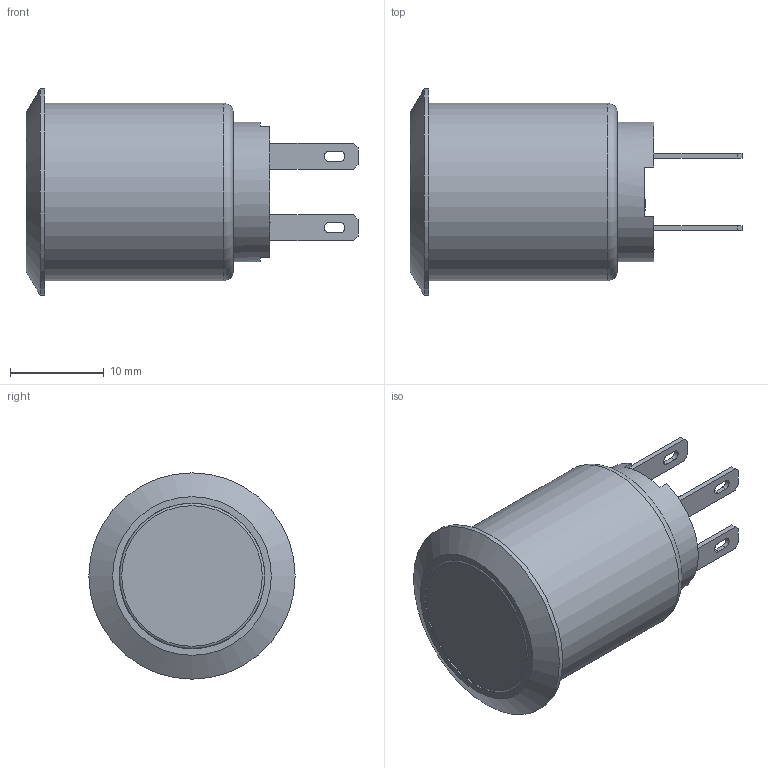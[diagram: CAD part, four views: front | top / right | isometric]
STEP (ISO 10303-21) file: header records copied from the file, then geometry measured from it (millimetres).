
FILE_DESCRIPTION((' '),'2;1');
FILE_NAME('PV4F2Y0xx.stp','2017-07-28T14:40:13',(' '),(' '),' ','ACIS',' ');
FILE_SCHEMA(('CONFIG_CONTROL_DESIGN'));
Length unit declared in the file: inch
Products named in the file (3): PV4F2Y0xx.stp; Body1; Body2
Assembly tree (2 placements, depth 2):
  PV4F2Y0xx.stp
    Body1
    Body2
Bounding box: 35.4 x 22 x 22 mm (x, y, z)
Volume: 4113.7 mm3; surface area: 4639.7 mm2
Topology: 2 solids, 2 shells, 214 faces, 534 edges, 355 vertices
Faces by surface type: plane 152, bspline 31, cylinder 27, cone 2, torus 2
Full cylindrical faces by diameter (mm): 3 x2, 5.2 x1, 7 x1, 7.3 x1, 8.1 x1, 9 x1, 9.2 x1, 14.7 x1, 14.9 x1, 15.5 x1, 15.55 x1, 16 x1, 16.517 x1, 18.9 x1, 22 x1
Entity records: 6835 total; most frequent: CARTESIAN_POINT 1551, ORIENTED_EDGE 1024, DIRECTION 887, EDGE_CURVE 512, VECTOR 389, LINE 389, VERTEX_POINT 353, EDGE_LOOP 273
